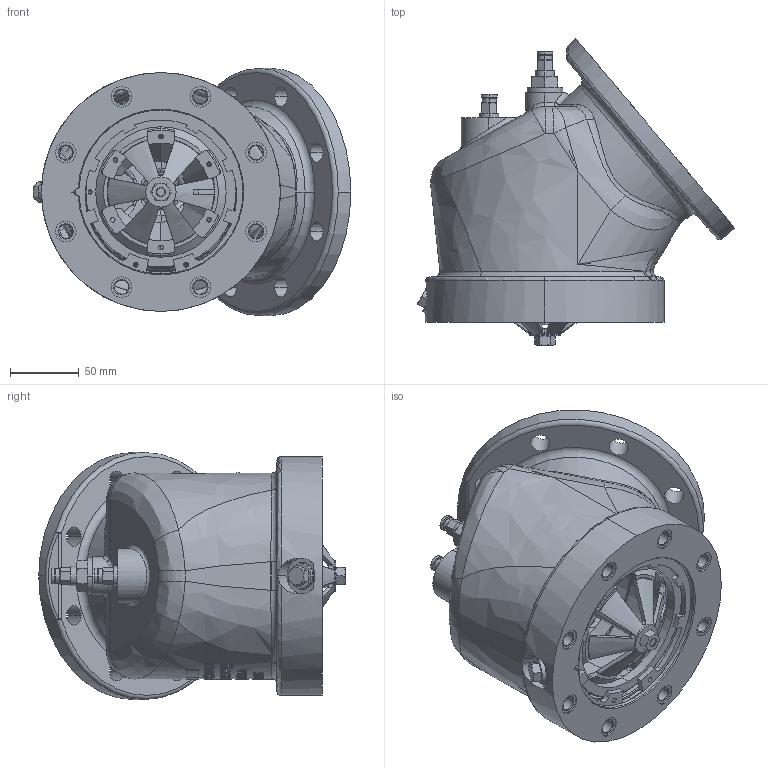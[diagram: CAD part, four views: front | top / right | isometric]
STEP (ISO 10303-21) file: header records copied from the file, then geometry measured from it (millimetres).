
FILE_DESCRIPTION (( 'STEP AP214' ), '1' );
FILE_NAME ('V100-40_18912.STEP', '2015-04-29T12:46:39', ( 'Admin1' ), ( '' ), 'SwSTEP 2.0', 'SolidWorks 2014', '' );
FILE_SCHEMA (( 'AUTOMOTIVE_DESIGN' ));
Length unit declared in the file: millimetre
Products named in the file (1): V100-40_18912
Bounding box: 231.33 x 223.15 x 180 mm (x, y, z)
Surface area: 296543.4 mm2 (no closed solid volume)
Topology: 0 solids, 24 shells, 830 faces, 2644 edges, 1761 vertices
Faces by surface type: bspline 270, plane 235, cylinder 174, cone 111, torus 32, sphere 8
Entity records: 54371 total; most frequent: CARTESIAN_POINT 24968, ORIENTED_EDGE 4348, DIRECTION 3402, EDGE_CURVE 2614, VERTEX_POINT 1759, AXIS2_PLACEMENT_3D 1248, EDGE_LOOP 949, B_SPLINE_CURVE_WITH_KNOTS 906
